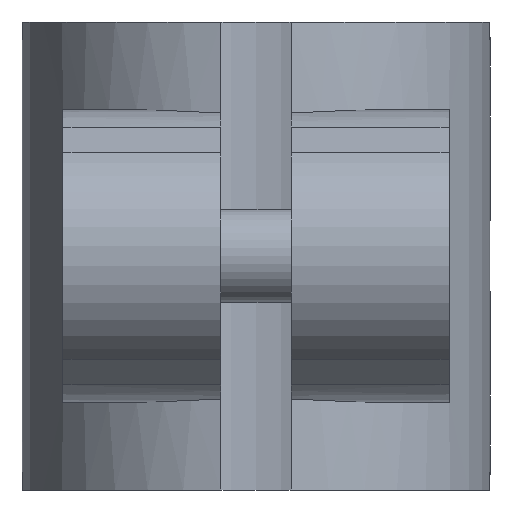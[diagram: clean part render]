
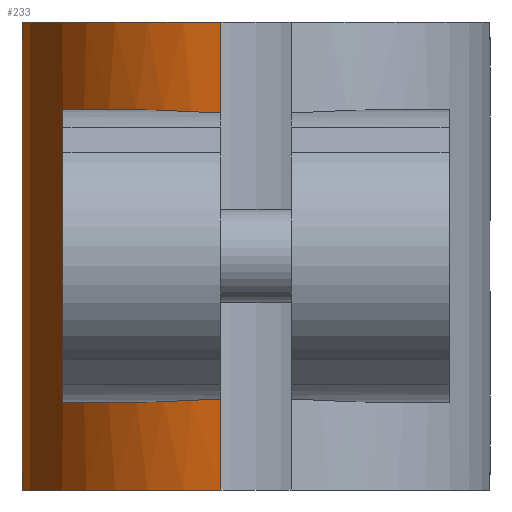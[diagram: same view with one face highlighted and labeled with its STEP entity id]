
A CAD part, left-side view. The second image highlights one B-rep face of the part: STEP entity #233.
In plain terms, the highlighted cylindrical face has radius 20 mm (diameter 40 mm), a partial arc.
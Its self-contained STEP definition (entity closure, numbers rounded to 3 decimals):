
#233 = ADVANCED_FACE( '', ( #610 ), #611, .T. );
#610 = FACE_OUTER_BOUND( '', #1171, .T. );
#611 = CYLINDRICAL_SURFACE( '', #1172, 20. );
#1171 = EDGE_LOOP( '', ( #1839, #1840, #1841, #1842, #1843, #1844, #1845, #1846, #1847, #1848, #1849, #1850, #1851, #1852 ) );
#1172 = AXIS2_PLACEMENT_3D( '', #1853, #1854, #1855 );
#1839 = ORIENTED_EDGE( '', *, *, #3246, .F. );
#1840 = ORIENTED_EDGE( '', *, *, #3293, .F. );
#1841 = ORIENTED_EDGE( '', *, *, #3294, .T. );
#1842 = ORIENTED_EDGE( '', *, *, #3295, .T. );
#1843 = ORIENTED_EDGE( '', *, *, #3296, .T. );
#1844 = ORIENTED_EDGE( '', *, *, #3297, .F. );
#1845 = ORIENTED_EDGE( '', *, *, #3285, .T. );
#1846 = ORIENTED_EDGE( '', *, *, #3298, .T. );
#1847 = ORIENTED_EDGE( '', *, *, #3252, .F. );
#1848 = ORIENTED_EDGE( '', *, *, #3299, .F. );
#1849 = ORIENTED_EDGE( '', *, *, #3300, .F. );
#1850 = ORIENTED_EDGE( '', *, *, #3301, .T. );
#1851 = ORIENTED_EDGE( '', *, *, #3302, .F. );
#1852 = ORIENTED_EDGE( '', *, *, #3303, .F. );
#1853 = CARTESIAN_POINT( '', ( 0., 0., 40. ) );
#1854 = DIRECTION( '', ( 0., 0., 1. ) );
#1855 = DIRECTION( '', ( -1., 0., 0. ) );
#3246 = EDGE_CURVE( '', #3886, #3887, #3888, .T. );
#3252 = EDGE_CURVE( '', #3897, #3899, #3900, .T. );
#3285 = EDGE_CURVE( '', #3955, #3956, #3957, .T. );
#3293 = EDGE_CURVE( '', #3968, #3886, #3969, .T. );
#3294 = EDGE_CURVE( '', #3968, #3970, #3971, .T. );
#3295 = EDGE_CURVE( '', #3970, #3972, #3973, .T. );
#3296 = EDGE_CURVE( '', #3972, #3974, #3975, .T. );
#3297 = EDGE_CURVE( '', #3955, #3974, #3976, .T. );
#3298 = EDGE_CURVE( '', #3956, #3899, #3977, .T. );
#3299 = EDGE_CURVE( '', #3978, #3897, #3979, .T. );
#3300 = EDGE_CURVE( '', #3980, #3978, #3981, .T. );
#3301 = EDGE_CURVE( '', #3980, #3982, #3983, .F. );
#3302 = EDGE_CURVE( '', #3984, #3982, #3985, .T. );
#3303 = EDGE_CURVE( '', #3887, #3984, #3986, .T. );
#3886 = VERTEX_POINT( '', #4810 );
#3887 = VERTEX_POINT( '', #4811 );
#3888 = LINE( '', #4812, #4813 );
#3897 = VERTEX_POINT( '', #4824 );
#3899 = VERTEX_POINT( '', #4826 );
#3900 = LINE( '', #4827, #4828 );
#3955 = VERTEX_POINT( '', #4916 );
#3956 = VERTEX_POINT( '', #4917 );
#3957 = LINE( '', #4918, #4919 );
#3968 = VERTEX_POINT( '', #4935 );
#3969 = CIRCLE( '', #4936, 20. );
#3970 = VERTEX_POINT( '', #4937 );
#3971 = LINE( '', #4938, #4939 );
#3972 = VERTEX_POINT( '', #4940 );
#3973 = CIRCLE( '', #4941, 20. );
#3974 = VERTEX_POINT( '', #4942 );
#3975 = LINE( '', #4943, #4944 );
#3976 = CIRCLE( '', #4945, 20. );
#3977 = CIRCLE( '', #4946, 20. );
#3978 = VERTEX_POINT( '', #4947 );
#3979 = B_SPLINE_CURVE_WITH_KNOTS( '', 3, ( #4948, #4949, #4950, #4951, #4952, #4953, #4954, #4955 ), .UNSPECIFIED., .F., .F., ( 4, 2, 2, 4 ), ( 0., 0.004, 0.006, 0.008 ), .UNSPECIFIED. );
#3980 = VERTEX_POINT( '', #4956 );
#3981 = CIRCLE( '', #4957, 20. );
#3982 = VERTEX_POINT( '', #4958 );
#3983 = LINE( '', #4959, #4960 );
#3984 = VERTEX_POINT( '', #4961 );
#3985 = CIRCLE( '', #4962, 20. );
#3986 = B_SPLINE_CURVE_WITH_KNOTS( '', 3, ( #4963, #4964, #4965, #4966, #4967, #4968, #4969, #4970 ), .UNSPECIFIED., .F., .F., ( 4, 2, 2, 4 ), ( 0.014, 0.018, 0.019, 0.021 ), .UNSPECIFIED. );
#4810 = CARTESIAN_POINT( '', ( -19.774, 3., 40. ) );
#4811 = CARTESIAN_POINT( '', ( -19.774, 3., 32.232 ) );
#4812 = CARTESIAN_POINT( '', ( -19.774, 3., 40. ) );
#4813 = VECTOR( '', #6075, 1000. );
#4824 = CARTESIAN_POINT( '', ( -19.774, 3., 7.768 ) );
#4826 = CARTESIAN_POINT( '', ( -19.774, 3., 0. ) );
#4827 = CARTESIAN_POINT( '', ( -19.774, 3., 40. ) );
#4828 = VECTOR( '', #6087, 1000. );
#4916 = CARTESIAN_POINT( '', ( 15.612, 12.5, 7.5 ) );
#4917 = CARTESIAN_POINT( '', ( 15.612, 12.5, 0. ) );
#4918 = CARTESIAN_POINT( '', ( 15.612, 12.5, 40. ) );
#4919 = VECTOR( '', #6116, 1000. );
#4935 = CARTESIAN_POINT( '', ( 15.612, 12.5, 40. ) );
#4936 = AXIS2_PLACEMENT_3D( '', #6125, #6126, #6127 );
#4937 = CARTESIAN_POINT( '', ( 15.612, 12.5, 32.5 ) );
#4938 = CARTESIAN_POINT( '', ( 15.612, 12.5, 40. ) );
#4939 = VECTOR( '', #6128, 1000. );
#4940 = CARTESIAN_POINT( '', ( 0., 20., 32.5 ) );
#4941 = AXIS2_PLACEMENT_3D( '', #6129, #6130, #6131 );
#4942 = CARTESIAN_POINT( '', ( 0., 20., 7.5 ) );
#4943 = CARTESIAN_POINT( '', ( 0., 20., 32.5 ) );
#4944 = VECTOR( '', #6132, 1000. );
#4945 = AXIS2_PLACEMENT_3D( '', #6133, #6134, #6135 );
#4946 = AXIS2_PLACEMENT_3D( '', #6136, #6137, #6138 );
#4947 = CARTESIAN_POINT( '', ( -17.2, 10.206, 7.5 ) );
#4948 = CARTESIAN_POINT( '', ( -17.2, 10.206, 7.5 ) );
#4949 = CARTESIAN_POINT( '', ( -17.861, 9.092, 7.5 ) );
#4950 = CARTESIAN_POINT( '', ( -18.403, 7.934, 7.551 ) );
#4951 = CARTESIAN_POINT( '', ( -19.048, 6.13, 7.635 ) );
#4952 = CARTESIAN_POINT( '', ( -19.235, 5.517, 7.666 ) );
#4953 = CARTESIAN_POINT( '', ( -19.55, 4.269, 7.722 ) );
#4954 = CARTESIAN_POINT( '', ( -19.678, 3.634, 7.748 ) );
#4955 = CARTESIAN_POINT( '', ( -19.774, 3., 7.768 ) );
#4956 = CARTESIAN_POINT( '', ( -11.303, 16.5, 7.5 ) );
#4957 = AXIS2_PLACEMENT_3D( '', #6139, #6140, #6141 );
#4958 = CARTESIAN_POINT( '', ( -11.303, 16.5, 32.5 ) );
#4959 = CARTESIAN_POINT( '', ( -11.303, 16.5, 40. ) );
#4960 = VECTOR( '', #6142, 1000. );
#4961 = CARTESIAN_POINT( '', ( -17.2, 10.206, 32.5 ) );
#4962 = AXIS2_PLACEMENT_3D( '', #6143, #6144, #6145 );
#4963 = CARTESIAN_POINT( '', ( -19.774, 3., 32.232 ) );
#4964 = CARTESIAN_POINT( '', ( -19.581, 4.272, 32.273 ) );
#4965 = CARTESIAN_POINT( '', ( -19.269, 5.509, 32.335 ) );
#4966 = CARTESIAN_POINT( '', ( -18.625, 7.314, 32.42 ) );
#4967 = CARTESIAN_POINT( '', ( -18.382, 7.908, 32.447 ) );
#4968 = CARTESIAN_POINT( '', ( -17.833, 9.077, 32.487 ) );
#4969 = CARTESIAN_POINT( '', ( -17.53, 9.649, 32.5 ) );
#4970 = CARTESIAN_POINT( '', ( -17.2, 10.206, 32.5 ) );
#6075 = DIRECTION( '', ( 0., 0., -1. ) );
#6087 = DIRECTION( '', ( 0., 0., -1. ) );
#6116 = DIRECTION( '', ( 0., 0., -1. ) );
#6125 = CARTESIAN_POINT( '', ( 0., 0., 40. ) );
#6126 = DIRECTION( '', ( 0., 0., 1. ) );
#6127 = DIRECTION( '', ( 1., 0., 0. ) );
#6128 = DIRECTION( '', ( 0., 0., -1. ) );
#6129 = CARTESIAN_POINT( '', ( 0., 0., 32.5 ) );
#6130 = DIRECTION( '', ( 0., 0., 1. ) );
#6131 = DIRECTION( '', ( 1., 0., 0. ) );
#6132 = DIRECTION( '', ( 0., 0., -1. ) );
#6133 = CARTESIAN_POINT( '', ( 0., 0., 7.5 ) );
#6134 = DIRECTION( '', ( 0., 0., 1. ) );
#6135 = DIRECTION( '', ( 1., 0., 0. ) );
#6136 = CARTESIAN_POINT( '', ( 0., 0., 0. ) );
#6137 = DIRECTION( '', ( 0., 0., 1. ) );
#6138 = DIRECTION( '', ( 1., 0., 0. ) );
#6139 = CARTESIAN_POINT( '', ( 0., 0., 7.5 ) );
#6140 = DIRECTION( '', ( 0., 0., 1. ) );
#6141 = DIRECTION( '', ( 1., 0., 0. ) );
#6142 = DIRECTION( '', ( 0., 0., -1. ) );
#6143 = CARTESIAN_POINT( '', ( 0., 0., 32.5 ) );
#6144 = DIRECTION( '', ( 0., 0., -1. ) );
#6145 = DIRECTION( '', ( -1., 0., 0. ) );
